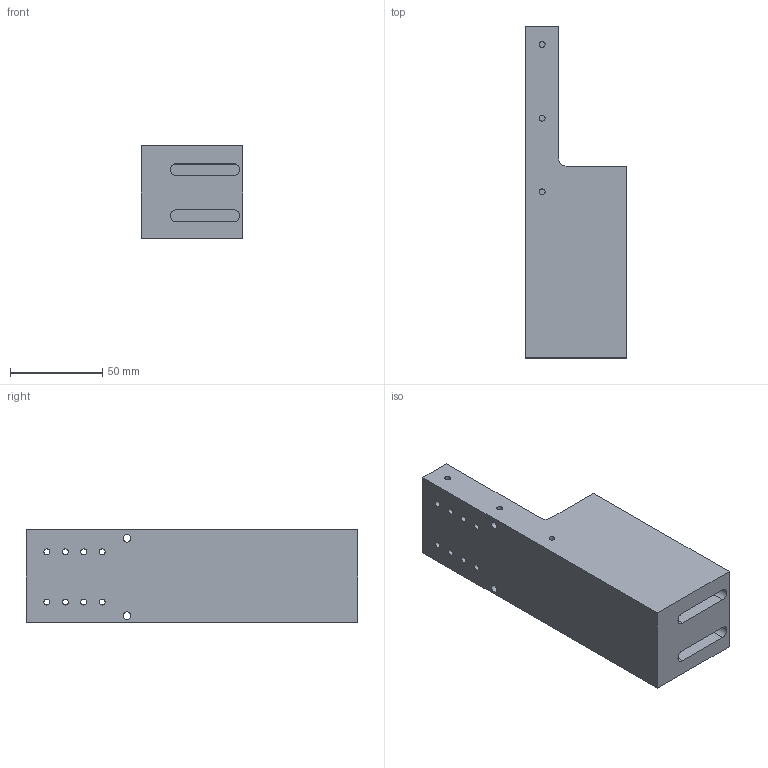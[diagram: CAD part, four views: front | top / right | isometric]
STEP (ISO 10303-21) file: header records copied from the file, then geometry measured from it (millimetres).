
FILE_DESCRIPTION(/* description */ (''),/* implementation_level */ '2;1');
FILE_NAME(/* name */ '1inchTurningPeriscope.stp',/* time_stamp */ '2025-12-12T15:00:37+01:00',/* author */ ('luttmann'),/* organization */ (''),/* preprocessor_version */ 'ST-DEVELOPER v20',/* originating_system */ 'Autodesk Inventor 2025',/* authorisation */ '');
FILE_SCHEMA (('AUTOMOTIVE_DESIGN { 1 0 10303 214 3 1 1 }'));
Length unit declared in the file: millimetre
Products named in the file (1): Structure
Bounding box: 55 x 180 x 50 mm (x, y, z)
Volume: 209036.3 mm3; surface area: 45133.2 mm2
Topology: 1 solids, 1 shells, 94 faces, 204 edges, 136 vertices
Faces by surface type: plane 49, cylinder 45
Full cylindrical faces by diameter (mm): 2 x15, 2.459 x1, 3.242 x16, 4.2 x2
Entity records: 2693 total; most frequent: DIRECTION 484, CARTESIAN_POINT 435, ORIENTED_EDGE 408, EDGE_CURVE 204, AXIS2_PLACEMENT_3D 185, EDGE_LOOP 144, VERTEX_POINT 136, LINE 114
